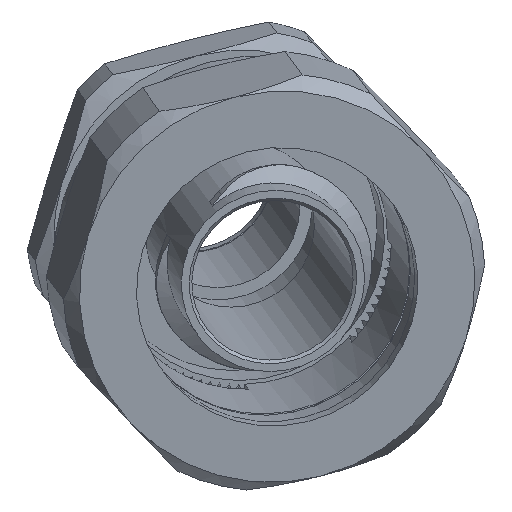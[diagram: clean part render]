
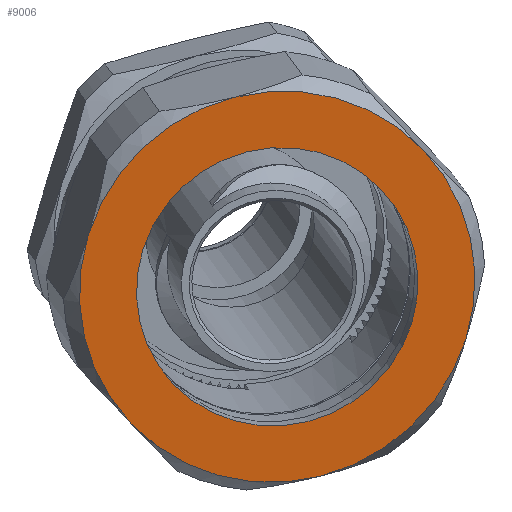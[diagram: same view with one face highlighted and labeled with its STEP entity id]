
A CAD part, left-side view. The second image highlights one B-rep face of the part: STEP entity #9006.
In plain terms, the highlighted face is planar.
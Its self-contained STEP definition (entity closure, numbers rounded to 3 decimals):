
#52=FACE_BOUND('',#2723,.T.);
#1800=PLANE('',#9604);
#2208=FACE_OUTER_BOUND('',#2722,.T.);
#2722=EDGE_LOOP('',(#6174,#6175,#6176,#6177,#6178,#6179));
#2723=EDGE_LOOP('',(#6180));
#3275=CIRCLE('',#9589,13.);
#3276=CIRCLE('',#9591,13.);
#3277=CIRCLE('',#9593,13.);
#3278=CIRCLE('',#9595,13.);
#3279=CIRCLE('',#9597,13.);
#3282=CIRCLE('',#9603,13.);
#3283=CIRCLE('',#9605,9.25);
#3705=VERTEX_POINT('',#14127);
#3711=VERTEX_POINT('',#14148);
#3717=VERTEX_POINT('',#14169);
#3723=VERTEX_POINT('',#14190);
#3729=VERTEX_POINT('',#14211);
#3735=VERTEX_POINT('',#14232);
#3738=VERTEX_POINT('',#14287);
#4700=EDGE_CURVE('',#3735,#3717,#3275,.T.);
#4701=EDGE_CURVE('',#3717,#3723,#3276,.T.);
#4702=EDGE_CURVE('',#3723,#3711,#3277,.T.);
#4703=EDGE_CURVE('',#3711,#3729,#3278,.T.);
#4704=EDGE_CURVE('',#3729,#3705,#3279,.T.);
#4707=EDGE_CURVE('',#3705,#3735,#3282,.T.);
#4708=EDGE_CURVE('',#3738,#3738,#3283,.T.);
#6174=ORIENTED_EDGE('',*,*,#4700,.F.);
#6175=ORIENTED_EDGE('',*,*,#4707,.F.);
#6176=ORIENTED_EDGE('',*,*,#4704,.F.);
#6177=ORIENTED_EDGE('',*,*,#4703,.F.);
#6178=ORIENTED_EDGE('',*,*,#4702,.F.);
#6179=ORIENTED_EDGE('',*,*,#4701,.F.);
#6180=ORIENTED_EDGE('',*,*,#4708,.T.);
#9006=ADVANCED_FACE('',(#2208,#52),#1800,.T.);
#9589=AXIS2_PLACEMENT_3D('',#14270,#10566,#10567);
#9591=AXIS2_PLACEMENT_3D('',#14272,#10570,#10571);
#9593=AXIS2_PLACEMENT_3D('',#14274,#10574,#10575);
#9595=AXIS2_PLACEMENT_3D('',#14276,#10578,#10579);
#9597=AXIS2_PLACEMENT_3D('',#14278,#10582,#10583);
#9603=AXIS2_PLACEMENT_3D('',#14285,#10594,#10595);
#9604=AXIS2_PLACEMENT_3D('',#14286,#10596,#10597);
#9605=AXIS2_PLACEMENT_3D('',#14288,#10598,#10599);
#10566=DIRECTION('center_axis',(1.,0.,0.));
#10567=DIRECTION('ref_axis',(0.,-1.,0.));
#10570=DIRECTION('center_axis',(1.,0.,0.));
#10571=DIRECTION('ref_axis',(0.,-1.,0.));
#10574=DIRECTION('center_axis',(1.,0.,0.));
#10575=DIRECTION('ref_axis',(0.,-1.,0.));
#10578=DIRECTION('center_axis',(1.,0.,0.));
#10579=DIRECTION('ref_axis',(0.,-1.,0.));
#10582=DIRECTION('center_axis',(1.,0.,0.));
#10583=DIRECTION('ref_axis',(0.,-1.,0.));
#10594=DIRECTION('center_axis',(1.,0.,0.));
#10595=DIRECTION('ref_axis',(0.,-1.,0.));
#10596=DIRECTION('center_axis',(-1.,0.,0.));
#10597=DIRECTION('ref_axis',(0.,0.,1.));
#10598=DIRECTION('center_axis',(1.,0.,0.));
#10599=DIRECTION('ref_axis',(0.,0.,-1.));
#14127=CARTESIAN_POINT('',(-11.,0.,-13.));
#14148=CARTESIAN_POINT('',(-11.,-11.258,6.5));
#14169=CARTESIAN_POINT('',(-11.,11.258,6.5));
#14190=CARTESIAN_POINT('',(-11.,0.,13.));
#14211=CARTESIAN_POINT('',(-11.,-11.258,-6.5));
#14232=CARTESIAN_POINT('',(-11.,11.258,-6.5));
#14270=CARTESIAN_POINT('Origin',(-11.,0.,0.));
#14272=CARTESIAN_POINT('Origin',(-11.,0.,0.));
#14274=CARTESIAN_POINT('Origin',(-11.,0.,0.));
#14276=CARTESIAN_POINT('Origin',(-11.,0.,0.));
#14278=CARTESIAN_POINT('Origin',(-11.,0.,0.));
#14285=CARTESIAN_POINT('Origin',(-11.,0.,0.));
#14286=CARTESIAN_POINT('Origin',(-11.,13.855,0.));
#14287=CARTESIAN_POINT('',(-11.,9.25,0.));
#14288=CARTESIAN_POINT('Origin',(-11.,0.,0.));
